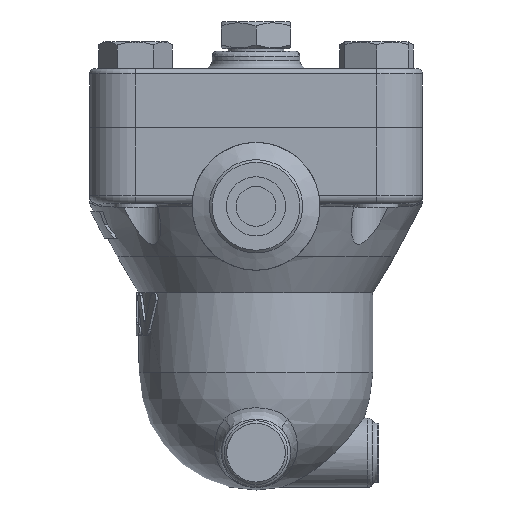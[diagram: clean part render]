
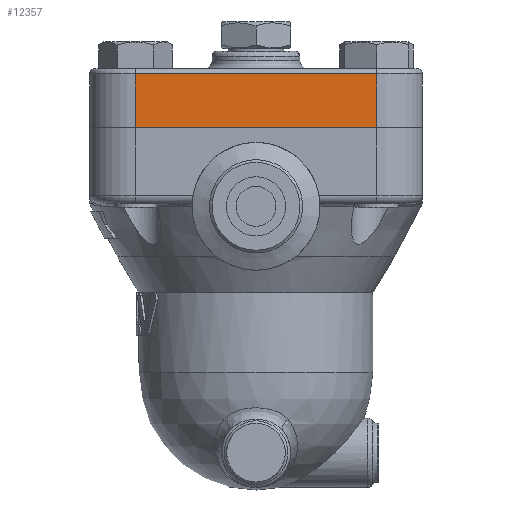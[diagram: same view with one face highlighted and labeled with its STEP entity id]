
A CAD part, left-side view. The second image highlights one B-rep face of the part: STEP entity #12357.
In plain terms, the highlighted planar face has unit normal (-1, 0, 0).
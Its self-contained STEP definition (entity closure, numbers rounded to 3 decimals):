
#11976=CARTESIAN_POINT('',(-62.5,-45.255,20.2));
#11977=VERTEX_POINT('',#11976);
#12028=CARTESIAN_POINT('',(-62.5,45.255,20.2));
#12029=VERTEX_POINT('',#12028);
#12037=CARTESIAN_POINT('',(-62.5,45.255,20.2));
#12038=DIRECTION('',(0.0,-1.0,0.0));
#12039=VECTOR('',#12038,90.51);
#12040=LINE('',#12037,#12039);
#12041=EDGE_CURVE('',#12029,#11977,#12040,.T.);
#12274=CARTESIAN_POINT('',(-62.5,-45.255,0.2));
#12275=VERTEX_POINT('',#12274);
#12283=CARTESIAN_POINT('',(-62.5,45.255,0.2));
#12284=VERTEX_POINT('',#12283);
#12285=CARTESIAN_POINT('',(-62.5,45.255,0.2));
#12286=DIRECTION('',(0.0,-1.0,0.0));
#12287=VECTOR('',#12286,90.51);
#12288=LINE('',#12285,#12287);
#12289=EDGE_CURVE('',#12284,#12275,#12288,.T.);
#12330=CARTESIAN_POINT('',(-62.5,-45.255,0.2));
#12331=DIRECTION('',(0.0,0.0,1.0));
#12332=VECTOR('',#12331,20.0);
#12333=LINE('',#12330,#12332);
#12334=EDGE_CURVE('',#12275,#11977,#12333,.T.);
#12341=CARTESIAN_POINT('',(-62.5,-45.255,0.2));
#12342=DIRECTION('',(-1.0,0.0,0.0));
#12343=DIRECTION('',(0.0,0.0,1.0));
#12344=AXIS2_PLACEMENT_3D('',#12341,#12342,#12343);
#12345=PLANE('',#12344);
#12346=ORIENTED_EDGE('',*,*,#12041,.F.);
#12347=CARTESIAN_POINT('',(-62.5,45.255,0.2));
#12348=DIRECTION('',(0.0,0.0,1.0));
#12349=VECTOR('',#12348,20.0);
#12350=LINE('',#12347,#12349);
#12351=EDGE_CURVE('',#12284,#12029,#12350,.T.);
#12352=ORIENTED_EDGE('',*,*,#12351,.F.);
#12353=ORIENTED_EDGE('',*,*,#12289,.T.);
#12354=ORIENTED_EDGE('',*,*,#12334,.T.);
#12355=EDGE_LOOP('',(#12346,#12352,#12353,#12354));
#12356=FACE_OUTER_BOUND('',#12355,.T.);
#12357=ADVANCED_FACE('',(#12356),#12345,.T.);
